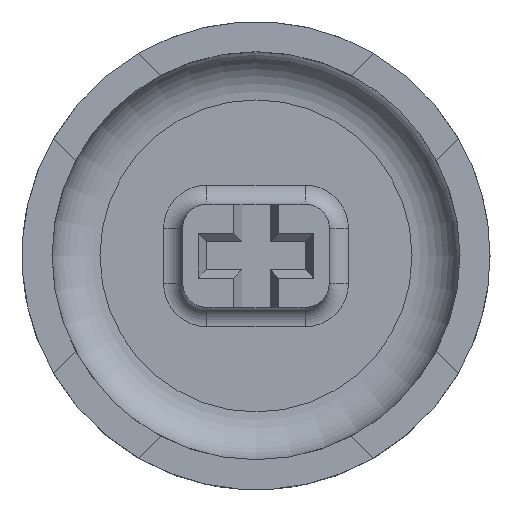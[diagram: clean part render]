
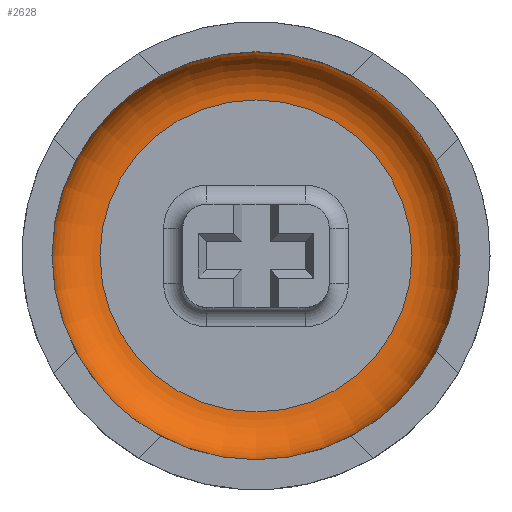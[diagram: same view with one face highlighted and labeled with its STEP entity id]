
A CAD part, top view. The second image highlights one B-rep face of the part: STEP entity #2628.
In plain terms, the highlighted toroidal (fillet/blend) face has major radius 6.5 mm and minor radius 2 mm.
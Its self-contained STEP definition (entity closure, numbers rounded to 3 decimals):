
#430 = PLANE('',#431);
#431 = AXIS2_PLACEMENT_3D('',#432,#433,#434);
#432 = CARTESIAN_POINT('',(0.,0.,3.5));
#433 = DIRECTION('',(0.,0.,1.));
#434 = DIRECTION('',(1.,0.,0.));
#1673 = EDGE_CURVE('',#1674,#1674,#1676,.T.);
#1674 = VERTEX_POINT('',#1675);
#1675 = CARTESIAN_POINT('',(6.5,0.,3.5));
#1676 = SURFACE_CURVE('',#1677,(#1682,#1689),.PCURVE_S1.);
#1677 = CIRCLE('',#1678,6.5);
#1678 = AXIS2_PLACEMENT_3D('',#1679,#1680,#1681);
#1679 = CARTESIAN_POINT('',(0.,0.,3.5));
#1680 = DIRECTION('',(0.,0.,1.));
#1681 = DIRECTION('',(1.,0.,-0.));
#1682 = PCURVE('',#430,#1683);
#1683 = DEFINITIONAL_REPRESENTATION('',(#1684),#1688);
#1684 = CIRCLE('',#1685,6.5);
#1685 = AXIS2_PLACEMENT_2D('',#1686,#1687);
#1686 = CARTESIAN_POINT('',(0.,0.));
#1687 = DIRECTION('',(1.,0.));
#1688 = ( GEOMETRIC_REPRESENTATION_CONTEXT(2) 
PARAMETRIC_REPRESENTATION_CONTEXT() REPRESENTATION_CONTEXT('2D SPACE',''
  ) );
#1689 = PCURVE('',#1690,#1695);
#1690 = TOROIDAL_SURFACE('',#1691,6.5,2.);
#1691 = AXIS2_PLACEMENT_3D('',#1692,#1693,#1694);
#1692 = CARTESIAN_POINT('',(0.,0.,5.5));
#1693 = DIRECTION('',(-0.,-0.,-1.));
#1694 = DIRECTION('',(1.,0.,-0.));
#1695 = DEFINITIONAL_REPRESENTATION('',(#1696),#1700);
#1696 = LINE('',#1697,#1698);
#1697 = CARTESIAN_POINT('',(-0.,1.571));
#1698 = VECTOR('',#1699,1.);
#1699 = DIRECTION('',(-1.,0.));
#1700 = ( GEOMETRIC_REPRESENTATION_CONTEXT(2) 
PARAMETRIC_REPRESENTATION_CONTEXT() REPRESENTATION_CONTEXT('2D SPACE',''
  ) );
#2628 = ADVANCED_FACE('',(#2629),#1690,.F.);
#2629 = FACE_BOUND('',#2630,.T.);
#2630 = EDGE_LOOP('',(#2631,#2653,#2680,#2681));
#2631 = ORIENTED_EDGE('',*,*,#2632,.F.);
#2632 = EDGE_CURVE('',#2633,#1674,#2635,.T.);
#2633 = VERTEX_POINT('',#2634);
#2634 = CARTESIAN_POINT('',(8.5,0.,5.5));
#2635 = SEAM_CURVE('',#2636,(#2641,#2647),.PCURVE_S1.);
#2636 = CIRCLE('',#2637,2.);
#2637 = AXIS2_PLACEMENT_3D('',#2638,#2639,#2640);
#2638 = CARTESIAN_POINT('',(6.5,0.,5.5));
#2639 = DIRECTION('',(0.,1.,0.));
#2640 = DIRECTION('',(1.,0.,-0.));
#2641 = PCURVE('',#1690,#2642);
#2642 = DEFINITIONAL_REPRESENTATION('',(#2643),#2646);
#2643 = B_SPLINE_CURVE_WITH_KNOTS('',1,(#2644,#2645),.UNSPECIFIED.,.F.,
  .F.,(2,2),(0.,1.571),.PIECEWISE_BEZIER_KNOTS.);
#2644 = CARTESIAN_POINT('',(0.,0.));
#2645 = CARTESIAN_POINT('',(0.,1.571));
#2646 = ( GEOMETRIC_REPRESENTATION_CONTEXT(2) 
PARAMETRIC_REPRESENTATION_CONTEXT() REPRESENTATION_CONTEXT('2D SPACE',''
  ) );
#2647 = PCURVE('',#1690,#2648);
#2648 = DEFINITIONAL_REPRESENTATION('',(#2649),#2652);
#2649 = B_SPLINE_CURVE_WITH_KNOTS('',1,(#2650,#2651),.UNSPECIFIED.,.F.,
  .F.,(2,2),(0.,1.571),.PIECEWISE_BEZIER_KNOTS.);
#2650 = CARTESIAN_POINT('',(-6.283,0.));
#2651 = CARTESIAN_POINT('',(-6.283,1.571));
#2652 = ( GEOMETRIC_REPRESENTATION_CONTEXT(2) 
PARAMETRIC_REPRESENTATION_CONTEXT() REPRESENTATION_CONTEXT('2D SPACE',''
  ) );
#2653 = ORIENTED_EDGE('',*,*,#2654,.F.);
#2654 = EDGE_CURVE('',#2633,#2633,#2655,.T.);
#2655 = SURFACE_CURVE('',#2656,(#2661,#2668),.PCURVE_S1.);
#2656 = CIRCLE('',#2657,8.5);
#2657 = AXIS2_PLACEMENT_3D('',#2658,#2659,#2660);
#2658 = CARTESIAN_POINT('',(0.,0.,5.5));
#2659 = DIRECTION('',(0.,0.,1.));
#2660 = DIRECTION('',(1.,0.,-0.));
#2661 = PCURVE('',#1690,#2662);
#2662 = DEFINITIONAL_REPRESENTATION('',(#2663),#2667);
#2663 = LINE('',#2664,#2665);
#2664 = CARTESIAN_POINT('',(-0.,0.));
#2665 = VECTOR('',#2666,1.);
#2666 = DIRECTION('',(-1.,0.));
#2667 = ( GEOMETRIC_REPRESENTATION_CONTEXT(2) 
PARAMETRIC_REPRESENTATION_CONTEXT() REPRESENTATION_CONTEXT('2D SPACE',''
  ) );
#2668 = PCURVE('',#2669,#2674);
#2669 = CYLINDRICAL_SURFACE('',#2670,8.5);
#2670 = AXIS2_PLACEMENT_3D('',#2671,#2672,#2673);
#2671 = CARTESIAN_POINT('',(0.,0.,9.));
#2672 = DIRECTION('',(0.,0.,1.));
#2673 = DIRECTION('',(1.,0.,0.));
#2674 = DEFINITIONAL_REPRESENTATION('',(#2675),#2679);
#2675 = LINE('',#2676,#2677);
#2676 = CARTESIAN_POINT('',(0.,-3.5));
#2677 = VECTOR('',#2678,1.);
#2678 = DIRECTION('',(1.,0.));
#2679 = ( GEOMETRIC_REPRESENTATION_CONTEXT(2) 
PARAMETRIC_REPRESENTATION_CONTEXT() REPRESENTATION_CONTEXT('2D SPACE',''
  ) );
#2680 = ORIENTED_EDGE('',*,*,#2632,.T.);
#2681 = ORIENTED_EDGE('',*,*,#1673,.T.);
